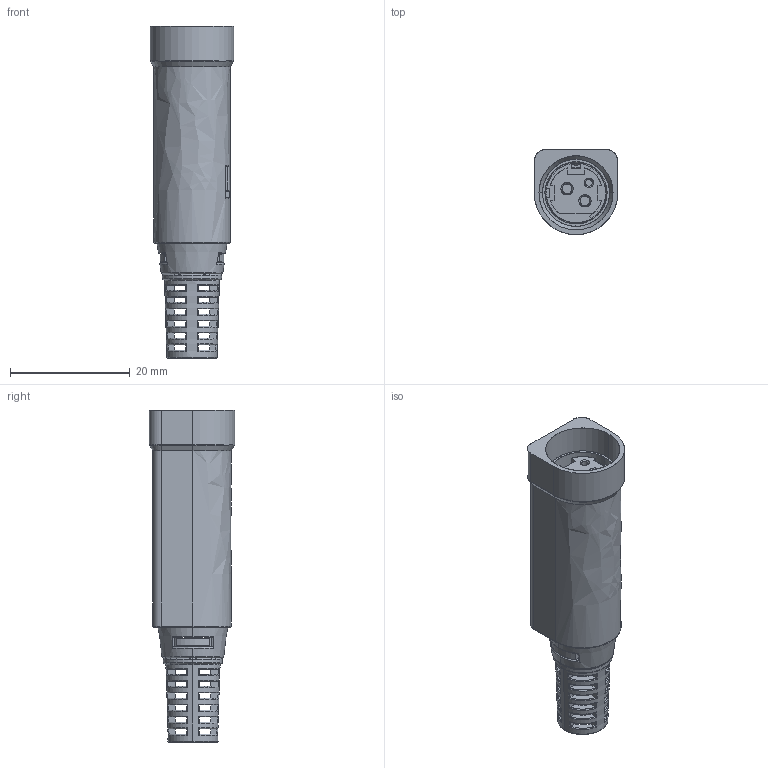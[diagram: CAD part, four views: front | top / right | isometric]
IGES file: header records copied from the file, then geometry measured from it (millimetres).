
Start section: SolidWorks IGES file using analytic representation for surfaces
Global section: file name: KPJX-CM-xS.IGS; native system: SolidWorks 2020; preprocessor: SolidWorks 2020; author: Ckelleher; date: 240131.114127; units: millimetre
Bounding box: 13.96 x 14.26 x 55.55 mm (x, y, z)
Surface area: 7311.2 mm2 (no closed solid volume)
Topology: 0 solids, 0 shells, 511 faces, 5348 edges, 5346 vertices
Faces by surface type: bspline 397, revolution 114
